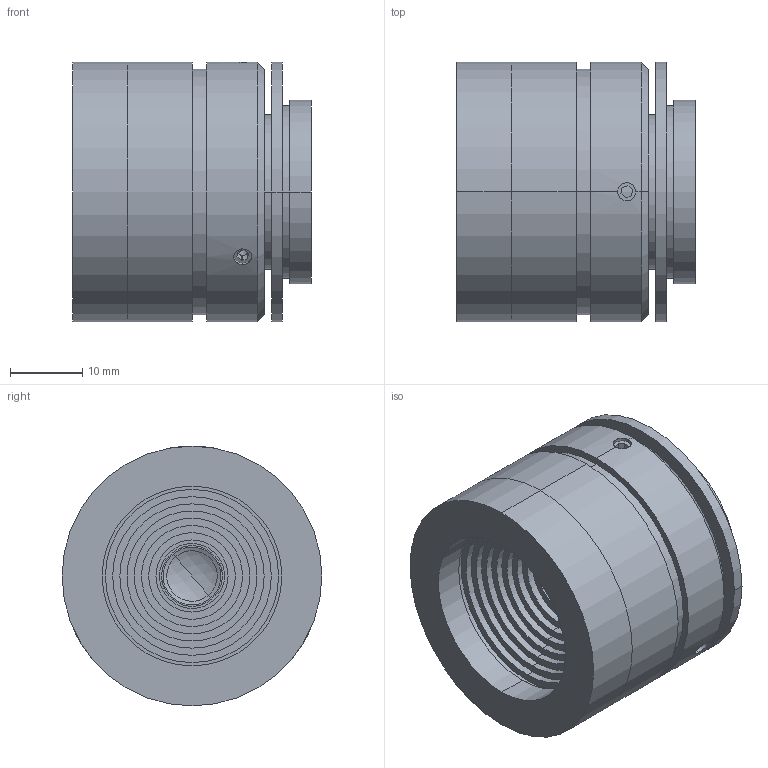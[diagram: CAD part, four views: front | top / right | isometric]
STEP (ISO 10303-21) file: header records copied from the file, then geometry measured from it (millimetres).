
FILE_DESCRIPTION (( 'STEP AP203' ), '1' );
FILE_NAME ('XF-MH045X27.STEP', '2024-08-07T09:17:09', ( '' ), ( '' ), 'SwSTEP 2.0', 'SolidWorks 2022', '' );
FILE_SCHEMA (( 'CONFIG_CONTROL_DESIGN' ));
Length unit declared in the file: millimetre
Products named in the file (1): XF-MH045X27
Bounding box: 33.08 x 36 x 36 mm (x, y, z)
Surface area: 9209.8 mm2 (no closed solid volume)
Topology: 0 solids, 11 shells, 108 faces, 277 edges, 184 vertices
Faces by surface type: plane 52, cylinder 46, cone 8, sphere 2
Entity records: 3543 total; most frequent: CARTESIAN_POINT 794, DIRECTION 606, ORIENTED_EDGE 474, EDGE_CURVE 273, AXIS2_PLACEMENT_3D 236, VERTEX_POINT 184, VECTOR 134, LINE 134
